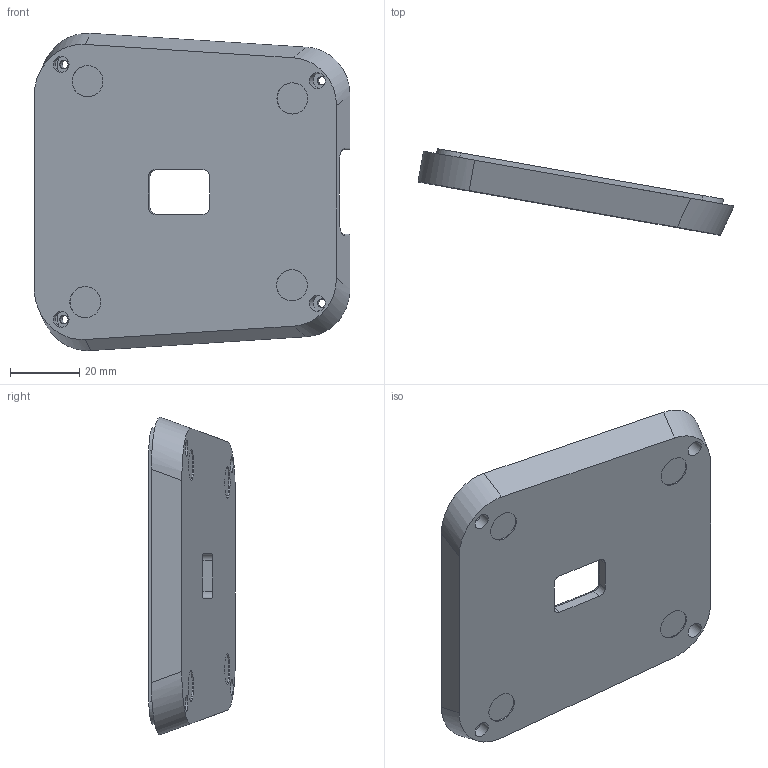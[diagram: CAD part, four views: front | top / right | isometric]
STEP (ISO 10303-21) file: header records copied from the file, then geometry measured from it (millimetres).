
FILE_DESCRIPTION(/* description */ ('STEP AP242'),/* implementation_level */ '2;1');
FILE_NAME(/* name */ 'BTU bottom for MJF FDM.step',/* time_stamp */ '2025-04-10T19:21:24+09:00',/* author */ (''),/* organization */ (''),/* preprocessor_version */ 'ST-DEVELOPER v20.1',/* originating_system */ 'Autodesk Translation Framework v14.4.0.0',/* authorisation */ '');
FILE_SCHEMA (('AUTOMOTIVE_DESIGN { 1 0 10303 214 3 1 1 }'));
Length unit declared in the file: millimetre
Products named in the file (1): Bottom
Bounding box: 90.91 x 24.83 x 91.33 mm (x, y, z)
Volume: 38205.9 mm3; surface area: 19985.7 mm2
Topology: 1 solids, 1 shells, 138 faces, 363 edges, 232 vertices
Faces by surface type: cylinder 58, plane 54, cone 12, torus 8, bspline 6
Full cylindrical faces by diameter (mm): 2.4 x4, 4.6 x4, 9 x4
Entity records: 4682 total; most frequent: CARTESIAN_POINT 1121, DIRECTION 765, ORIENTED_EDGE 726, EDGE_CURVE 363, AXIS2_PLACEMENT_3D 279, VERTEX_POINT 232, LINE 207, VECTOR 207
